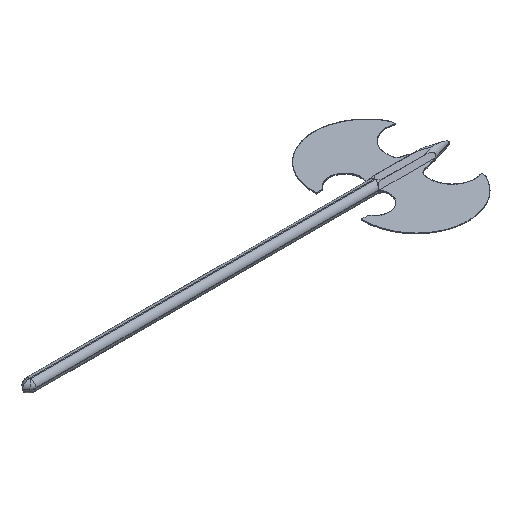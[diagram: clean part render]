
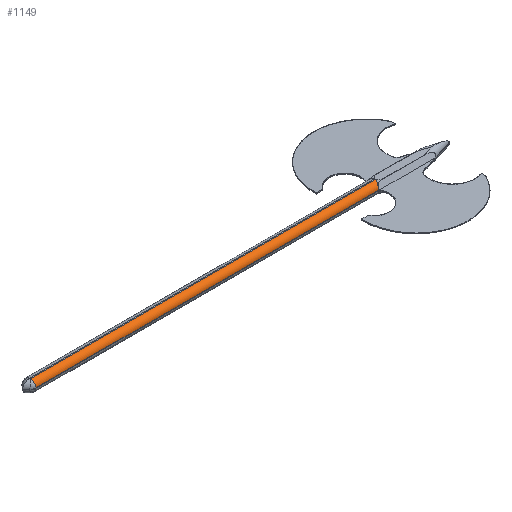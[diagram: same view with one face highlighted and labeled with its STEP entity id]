
A CAD part, isometric view. The second image highlights one B-rep face of the part: STEP entity #1149.
In plain terms, the highlighted cylindrical face has radius 12 mm (diameter 24 mm), a partial arc.
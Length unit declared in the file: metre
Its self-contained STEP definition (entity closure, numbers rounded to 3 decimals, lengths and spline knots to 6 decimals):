
#107=CIRCLE('',#1363,0.012);
#129=CYLINDRICAL_SURFACE('',#1365,0.012);
#171=B_SPLINE_CURVE_WITH_KNOTS('',3,(#2380,#2381,#2382,#2383,#2384,#2385,
#2386),.UNSPECIFIED.,.F.,.F.,(4,1,1,1,4),(0.,0.002483,0.004966,
0.009932,0.019864),.UNSPECIFIED.);
#437=ORIENTED_EDGE('',*,*,#683,.T.);
#438=ORIENTED_EDGE('',*,*,#614,.F.);
#439=ORIENTED_EDGE('',*,*,#685,.F.);
#440=ORIENTED_EDGE('',*,*,#573,.F.);
#573=EDGE_CURVE('',#745,#736,#831,.T.);
#614=EDGE_CURVE('',#775,#777,#852,.F.);
#683=EDGE_CURVE('',#745,#777,#107,.F.);
#685=EDGE_CURVE('',#736,#775,#171,.F.);
#736=VERTEX_POINT('',#1836);
#745=VERTEX_POINT('',#1853);
#775=VERTEX_POINT('',#2062);
#777=VERTEX_POINT('',#2065);
#831=LINE('',#1854,#895);
#852=LINE('',#2064,#916);
#895=VECTOR('',#1433,1.);
#916=VECTOR('',#1504,1.);
#989=EDGE_LOOP('',(#437,#438,#439,#440));
#1057=FACE_BOUND('',#989,.T.);
#1149=ADVANCED_FACE('',(#1057),#129,.T.);
#1363=AXIS2_PLACEMENT_3D('',#2360,#1664,#1665);
#1365=AXIS2_PLACEMENT_3D('',#2379,#1668,#1669);
#1433=DIRECTION('',(1.,0.,0.));
#1504=DIRECTION('',(1.,0.,0.));
#1664=DIRECTION('',(-1.,0.,0.));
#1665=DIRECTION('',(0.,0.,1.));
#1668=DIRECTION('',(-1.,0.,0.));
#1669=DIRECTION('',(0.,0.,1.));
#1836=CARTESIAN_POINT('',(2.830247,0.949026,0.025));
#1853=CARTESIAN_POINT('',(2.055292,0.949026,0.025));
#1854=CARTESIAN_POINT('',(2.824193,0.949026,0.025));
#2062=CARTESIAN_POINT('',(2.824193,0.937026,0.013));
#2064=CARTESIAN_POINT('',(2.049859,0.937026,0.013));
#2065=CARTESIAN_POINT('',(2.055292,0.937026,0.013));
#2360=CARTESIAN_POINT('',(2.055292,0.949026,0.013));
#2379=CARTESIAN_POINT('',(2.517205,0.949026,0.013));
#2380=CARTESIAN_POINT('',(2.824193,0.937026,0.013));
#2381=CARTESIAN_POINT('',(2.824193,0.937026,0.01384));
#2382=CARTESIAN_POINT('',(2.824289,0.937198,0.015485));
#2383=CARTESIAN_POINT('',(2.824849,0.938216,0.01865));
#2384=CARTESIAN_POINT('',(2.826624,0.941508,0.023256));
#2385=CARTESIAN_POINT('',(2.828857,0.946021,0.025));
#2386=CARTESIAN_POINT('',(2.830247,0.949026,0.025));
